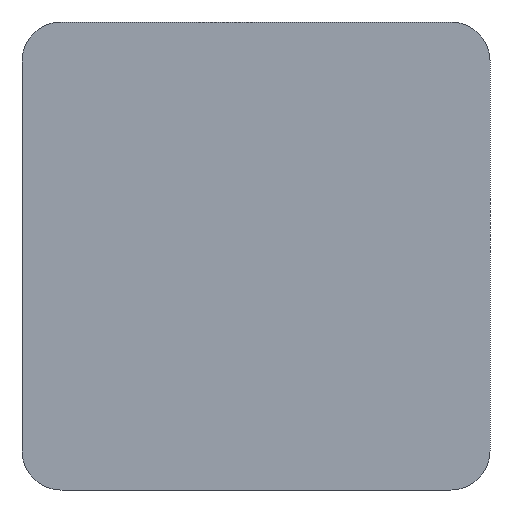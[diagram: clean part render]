
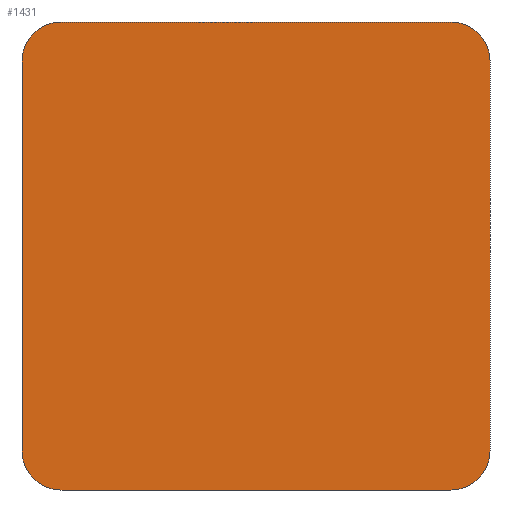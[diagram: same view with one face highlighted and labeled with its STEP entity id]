
A CAD part, front view. The second image highlights one B-rep face of the part: STEP entity #1431.
In plain terms, the highlighted planar face has unit normal (0, -1, 0).
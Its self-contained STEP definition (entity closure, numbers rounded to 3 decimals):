
#28 = CARTESIAN_POINT ( 'NONE',  ( -5., 0., 5. ) ) ;
#45 = CIRCLE ( 'NONE', #582, 1. ) ;
#103 = ORIENTED_EDGE ( 'NONE', *, *, #1828, .T. ) ;
#148 = VERTEX_POINT ( 'NONE', #985 ) ;
#179 = VERTEX_POINT ( 'NONE', #651 ) ;
#261 = CARTESIAN_POINT ( 'NONE',  ( 0., 0., 0. ) ) ;
#276 = ORIENTED_EDGE ( 'NONE', *, *, #1617, .F. ) ;
#294 = AXIS2_PLACEMENT_3D ( 'NONE', #337, #1301, #1157 ) ;
#337 = CARTESIAN_POINT ( 'NONE',  ( 5., 0., 5. ) ) ;
#340 = CARTESIAN_POINT ( 'NONE',  ( 6., 0., 5. ) ) ;
#350 = DIRECTION ( 'NONE',  ( 0., 0., -1. ) ) ;
#392 = VERTEX_POINT ( 'NONE', #1489 ) ;
#455 = EDGE_CURVE ( 'NONE', #542, #657, #2428, .T. ) ;
#473 = PLANE ( 'NONE',  #2423 ) ;
#523 = CARTESIAN_POINT ( 'NONE',  ( -6., 0., 6. ) ) ;
#539 = DIRECTION ( 'NONE',  ( 0., 0., -1. ) ) ;
#542 = VERTEX_POINT ( 'NONE', #948 ) ;
#556 = VECTOR ( 'NONE', #350, 1000. ) ;
#566 = CARTESIAN_POINT ( 'NONE',  ( -6., 0., 6. ) ) ;
#582 = AXIS2_PLACEMENT_3D ( 'NONE', #1379, #1944, #2323 ) ;
#614 = AXIS2_PLACEMENT_3D ( 'NONE', #28, #1000, #1162 ) ;
#625 = ORIENTED_EDGE ( 'NONE', *, *, #1676, .T. ) ;
#644 = LINE ( 'NONE', #2247, #556 ) ;
#651 = CARTESIAN_POINT ( 'NONE',  ( -5., 0., 6. ) ) ;
#657 = VERTEX_POINT ( 'NONE', #1258 ) ;
#710 = VECTOR ( 'NONE', #1513, 1000. ) ;
#719 = EDGE_CURVE ( 'NONE', #392, #148, #2028, .T. ) ;
#731 = FACE_OUTER_BOUND ( 'NONE', #1981, .T. ) ;
#780 = ORIENTED_EDGE ( 'NONE', *, *, #1110, .F. ) ;
#786 = VERTEX_POINT ( 'NONE', #340 ) ;
#807 = EDGE_CURVE ( 'NONE', #786, #148, #644, .T. ) ;
#832 = LINE ( 'NONE', #2288, #2392 ) ;
#834 = CARTESIAN_POINT ( 'NONE',  ( -5., 0., -6. ) ) ;
#853 = CARTESIAN_POINT ( 'NONE',  ( 5., 0., 6. ) ) ;
#904 = ORIENTED_EDGE ( 'NONE', *, *, #719, .T. ) ;
#948 = CARTESIAN_POINT ( 'NONE',  ( -6., 0., -5. ) ) ;
#985 = CARTESIAN_POINT ( 'NONE',  ( 6., 0., -5. ) ) ;
#1000 = DIRECTION ( 'NONE',  ( 0., -1., 0. ) ) ;
#1031 = EDGE_CURVE ( 'NONE', #786, #1411, #2135, .T. ) ;
#1065 = DIRECTION ( 'NONE',  ( 0., 0., -1. ) ) ;
#1110 = EDGE_CURVE ( 'NONE', #392, #2176, #832, .T. ) ;
#1157 = DIRECTION ( 'NONE',  ( 0., 0., -1. ) ) ;
#1162 = DIRECTION ( 'NONE',  ( 0., 0., -1. ) ) ;
#1228 = LINE ( 'NONE', #566, #710 ) ;
#1258 = CARTESIAN_POINT ( 'NONE',  ( -6., 0., 5. ) ) ;
#1273 = DIRECTION ( 'NONE',  ( 0., 0., 1. ) ) ;
#1301 = DIRECTION ( 'NONE',  ( 0., -1., 0. ) ) ;
#1379 = CARTESIAN_POINT ( 'NONE',  ( -5., 0., -5. ) ) ;
#1411 = VERTEX_POINT ( 'NONE', #853 ) ;
#1431 = ADVANCED_FACE ( 'NONE', ( #731 ), #473, .T. ) ;
#1489 = CARTESIAN_POINT ( 'NONE',  ( 5., 0., -6. ) ) ;
#1513 = DIRECTION ( 'NONE',  ( 1., 0., 0. ) ) ;
#1534 = DIRECTION ( 'NONE',  ( -1., 0., 0. ) ) ;
#1556 = ORIENTED_EDGE ( 'NONE', *, *, #807, .F. ) ;
#1617 = EDGE_CURVE ( 'NONE', #179, #1411, #1228, .T. ) ;
#1676 = EDGE_CURVE ( 'NONE', #542, #2176, #45, .T. ) ;
#1752 = AXIS2_PLACEMENT_3D ( 'NONE', #2049, #1867, #539 ) ;
#1809 = DIRECTION ( 'NONE',  ( 0., -1., 0. ) ) ;
#1828 = EDGE_CURVE ( 'NONE', #179, #657, #1999, .T. ) ;
#1867 = DIRECTION ( 'NONE',  ( 0., -1., 0. ) ) ;
#1944 = DIRECTION ( 'NONE',  ( 0., -1., 0. ) ) ;
#1981 = EDGE_LOOP ( 'NONE', ( #2213, #625, #780, #904, #1556, #2057, #276, #103 ) ) ;
#1999 = CIRCLE ( 'NONE', #614, 1. ) ;
#2028 = CIRCLE ( 'NONE', #1752, 1. ) ;
#2049 = CARTESIAN_POINT ( 'NONE',  ( 5., 0., -5. ) ) ;
#2057 = ORIENTED_EDGE ( 'NONE', *, *, #1031, .T. ) ;
#2135 = CIRCLE ( 'NONE', #294, 1. ) ;
#2176 = VERTEX_POINT ( 'NONE', #834 ) ;
#2197 = VECTOR ( 'NONE', #1273, 1000. ) ;
#2213 = ORIENTED_EDGE ( 'NONE', *, *, #455, .F. ) ;
#2247 = CARTESIAN_POINT ( 'NONE',  ( 6., 0., 6. ) ) ;
#2288 = CARTESIAN_POINT ( 'NONE',  ( -6., 0., -6. ) ) ;
#2323 = DIRECTION ( 'NONE',  ( 0., 0., -1. ) ) ;
#2392 = VECTOR ( 'NONE', #1534, 1000. ) ;
#2423 = AXIS2_PLACEMENT_3D ( 'NONE', #261, #1809, #1065 ) ;
#2428 = LINE ( 'NONE', #523, #2197 ) ;
